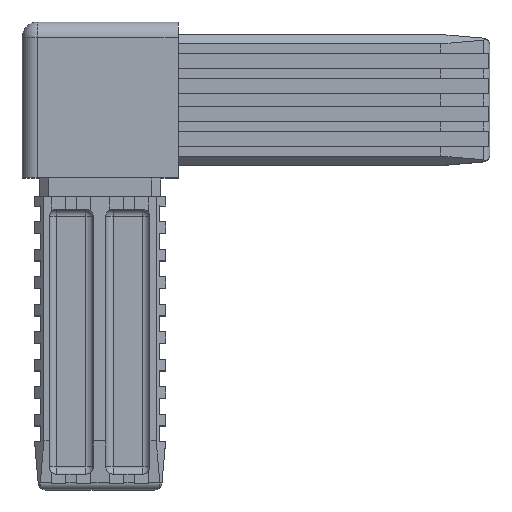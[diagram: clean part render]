
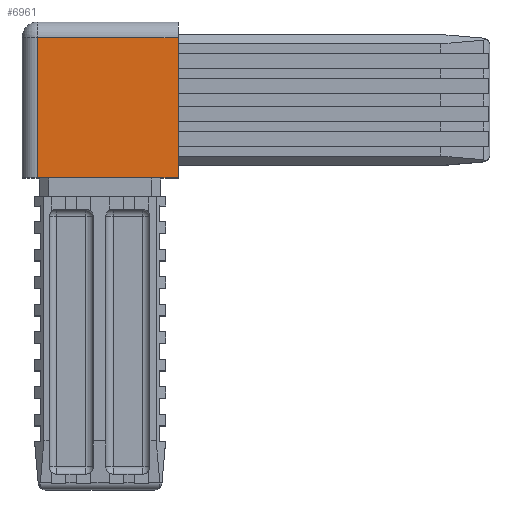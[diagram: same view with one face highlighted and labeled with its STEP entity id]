
A CAD part, top view. The second image highlights one B-rep face of the part: STEP entity #6961.
In plain terms, the highlighted planar face has unit normal (0, 0, 1).
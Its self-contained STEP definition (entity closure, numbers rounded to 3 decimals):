
#933=LINE('',#11443,#1741);
#936=LINE('',#11450,#1744);
#944=LINE('',#11470,#1752);
#946=LINE('',#11474,#1754);
#1741=VECTOR('',#9388,22.5);
#1744=VECTOR('',#9395,22.5);
#1752=VECTOR('',#9415,22.5);
#1754=VECTOR('',#9421,22.5);
#2042=PLANE('',#7514);
#2406=FACE_OUTER_BOUND('',#2780,.T.);
#2780=EDGE_LOOP('',(#6590,#6591,#6592,#6593));
#3573=VERTEX_POINT('',#11431);
#3576=VERTEX_POINT('',#11441);
#3577=VERTEX_POINT('',#11446);
#3584=VERTEX_POINT('',#11468);
#4570=EDGE_CURVE('',#3576,#3573,#933,.T.);
#4574=EDGE_CURVE('',#3573,#3577,#936,.T.);
#4584=EDGE_CURVE('',#3576,#3584,#944,.T.);
#4586=EDGE_CURVE('',#3584,#3577,#946,.T.);
#6590=ORIENTED_EDGE('',*,*,#4570,.F.);
#6591=ORIENTED_EDGE('',*,*,#4584,.T.);
#6592=ORIENTED_EDGE('',*,*,#4586,.T.);
#6593=ORIENTED_EDGE('',*,*,#4574,.F.);
#6961=ADVANCED_FACE('',(#2406),#2042,.T.);
#7514=AXIS2_PLACEMENT_3D('',#11477,#9425,#9426);
#9388=DIRECTION('',(0.,1.,0.));
#9395=DIRECTION('',(1.,0.,0.));
#9415=DIRECTION('',(1.,0.,0.));
#9421=DIRECTION('',(0.,1.,0.));
#9425=DIRECTION('center_axis',(0.,0.,1.));
#9426=DIRECTION('ref_axis',(1.,0.,0.));
#11431=CARTESIAN_POINT('',(-10.,10.,12.5));
#11441=CARTESIAN_POINT('',(-10.,-12.5,12.5));
#11443=CARTESIAN_POINT('',(-10.,6.25,12.5));
#11446=CARTESIAN_POINT('',(12.5,10.,12.5));
#11450=CARTESIAN_POINT('',(6.25,10.,12.5));
#11468=CARTESIAN_POINT('',(12.5,-12.5,12.5));
#11470=CARTESIAN_POINT('',(12.5,-12.5,12.5));
#11474=CARTESIAN_POINT('',(12.5,12.5,12.5));
#11477=CARTESIAN_POINT('Origin',(0.,0.,12.5));
